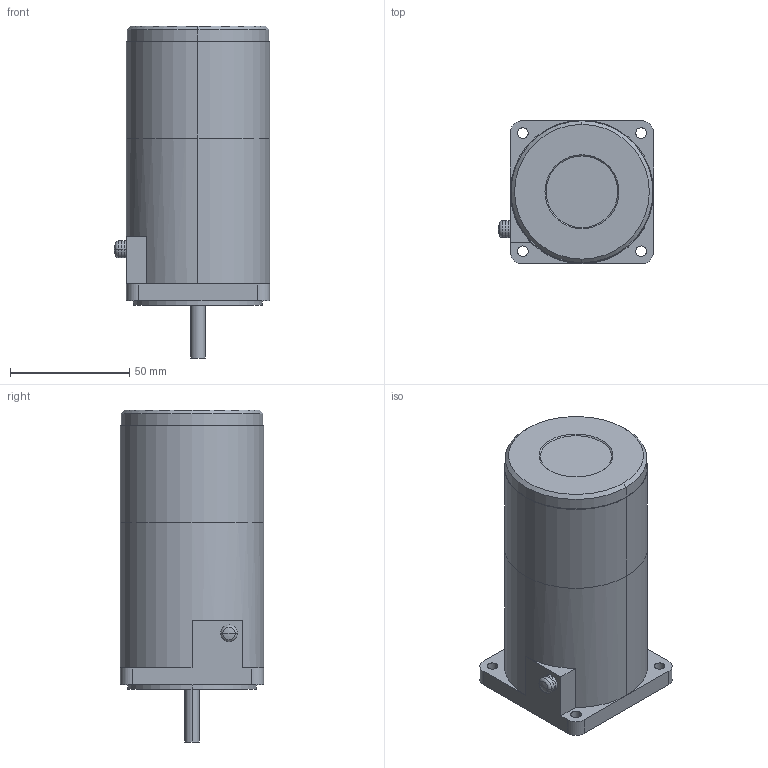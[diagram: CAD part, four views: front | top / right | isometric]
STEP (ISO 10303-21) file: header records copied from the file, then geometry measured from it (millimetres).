
FILE_DESCRIPTION (( 'STEP AP203' ), '1' );
FILE_NAME ('A1506.STEP', '2015-10-15T00:37:17', ( 'om' ), ( 'Hewlett-Packard Company' ), 'SwSTEP 2.0', 'SolidWorks 2014', '' );
FILE_SCHEMA (( 'CONFIG_CONTROL_DESIGN' ));
Length unit declared in the file: millimetre
Products named in the file (1): A1506
Bounding box: 65 x 60 x 139 mm (x, y, z)
Volume: 330606.6 mm3; surface area: 31115.3 mm2
Topology: 1 solids, 2 shells, 89 faces, 218 edges, 140 vertices
Faces by surface type: cylinder 61, plane 20, cone 4, torus 2, sphere 2
Entity records: 2766 total; most frequent: DIRECTION 529, CARTESIAN_POINT 448, ORIENTED_EDGE 436, AXIS2_PLACEMENT_3D 221, EDGE_CURVE 218, VERTEX_POINT 140, CIRCLE 131, EDGE_LOOP 104
